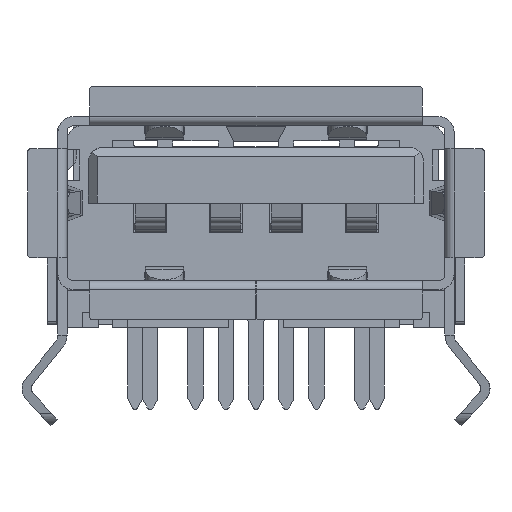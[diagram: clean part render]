
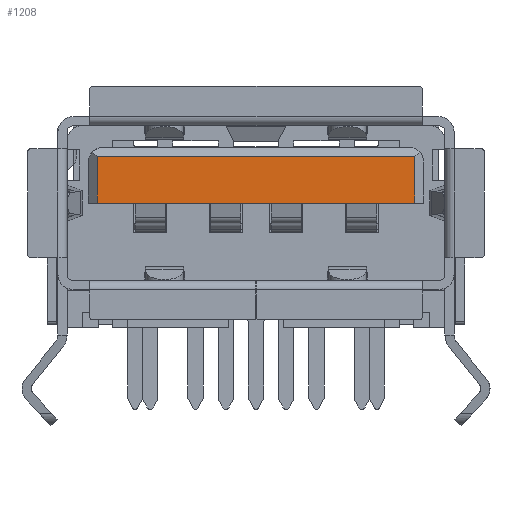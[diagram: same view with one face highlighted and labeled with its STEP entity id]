
A CAD part, left-side view. The second image highlights one B-rep face of the part: STEP entity #1208.
In plain terms, the highlighted planar face has unit normal (-1, 0, 0).
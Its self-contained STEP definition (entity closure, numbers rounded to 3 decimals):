
#1208 = ADVANCED_FACE( '', ( #3158 ), #3159, .F. );
#3158 = FACE_OUTER_BOUND( '', #5964, .T. );
#3159 = PLANE( '', #5965 );
#5964 = EDGE_LOOP( '', ( #9252, #9253, #9254, #9255 ) );
#5965 = AXIS2_PLACEMENT_3D( '', #9256, #9257, #9258 );
#9252 = ORIENTED_EDGE( '', *, *, #17410, .F. );
#9253 = ORIENTED_EDGE( '', *, *, #17828, .T. );
#9254 = ORIENTED_EDGE( '', *, *, #17829, .T. );
#9255 = ORIENTED_EDGE( '', *, *, #17830, .T. );
#9256 = CARTESIAN_POINT( '', ( -12.8, 0., 0. ) );
#9257 = DIRECTION( '', ( 1., 0., 0. ) );
#9258 = DIRECTION( '', ( 0., 0., -1. ) );
#17410 = EDGE_CURVE( '', #20931, #20933, #20934, .T. );
#17828 = EDGE_CURVE( '', #20931, #21698, #21699, .T. );
#17829 = EDGE_CURVE( '', #21698, #21700, #21701, .T. );
#17830 = EDGE_CURVE( '', #21700, #20933, #21702, .T. );
#20931 = VERTEX_POINT( '', #26127 );
#20933 = VERTEX_POINT( '', #26130 );
#20934 = LINE( '', #26131, #26132 );
#21698 = VERTEX_POINT( '', #27236 );
#21699 = LINE( '', #27237, #27238 );
#21700 = VERTEX_POINT( '', #27239 );
#21701 = LINE( '', #27240, #27241 );
#21702 = LINE( '', #27242, #27243 );
#26127 = CARTESIAN_POINT( '', ( -12.8, -5.25, 1.905 ) );
#26130 = CARTESIAN_POINT( '', ( -12.8, 5.25, 1.905 ) );
#26131 = CARTESIAN_POINT( '', ( -12.8, -5.55, 1.905 ) );
#26132 = VECTOR( '', #33386, 1000. );
#27236 = CARTESIAN_POINT( '', ( -12.8, -5.25, 3.445 ) );
#27237 = CARTESIAN_POINT( '', ( -12.8, -5.25, 3.745 ) );
#27238 = VECTOR( '', #33820, 1000. );
#27239 = CARTESIAN_POINT( '', ( -12.8, 5.25, 3.445 ) );
#27240 = CARTESIAN_POINT( '', ( -12.8, 5.55, 3.445 ) );
#27241 = VECTOR( '', #33821, 1000. );
#27242 = CARTESIAN_POINT( '', ( -12.8, 5.25, 1.905 ) );
#27243 = VECTOR( '', #33822, 1000. );
#33386 = DIRECTION( '', ( 0., 1., 0. ) );
#33820 = DIRECTION( '', ( 0., 0., 1. ) );
#33821 = DIRECTION( '', ( 0., 1., 0. ) );
#33822 = DIRECTION( '', ( 0., 0., -1. ) );
